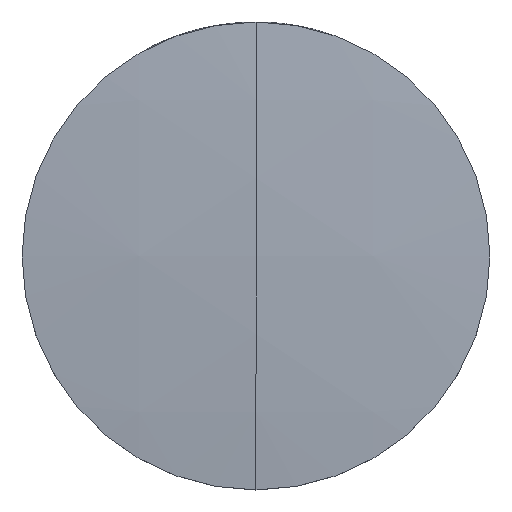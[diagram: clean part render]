
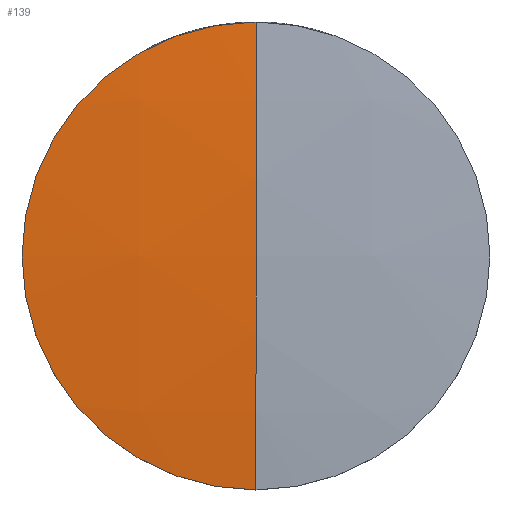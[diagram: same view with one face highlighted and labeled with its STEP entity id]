
A CAD part, top view. The second image highlights one B-rep face of the part: STEP entity #139.
In plain terms, the highlighted spherical face has radius 138 mm.
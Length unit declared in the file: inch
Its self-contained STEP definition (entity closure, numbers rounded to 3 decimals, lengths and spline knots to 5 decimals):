
#35 = EDGE_CURVE ( 'NONE', #431, #798, #2817, .T. ) ;
#70 = ORIENTED_EDGE ( 'NONE', *, *, #1338, .T. ) ;
#73 = DIRECTION ( 'NONE',  ( 1., 0., 0. ) ) ;
#90 = CIRCLE ( 'NONE', #493, 0.5 ) ;
#102 = DIRECTION ( 'NONE',  ( 1., 0., 0. ) ) ;
#139 = ADVANCED_FACE ( 'NONE', ( #1608 ), #1005, .T. ) ;
#288 = DIRECTION ( 'NONE',  ( 1., 0., 0. ) ) ;
#431 = VERTEX_POINT ( 'NONE', #2706 ) ;
#437 = AXIS2_PLACEMENT_3D ( 'NONE', #1642, #1396, #73 ) ;
#493 = AXIS2_PLACEMENT_3D ( 'NONE', #1590, #2248, #288 ) ;
#511 = ORIENTED_EDGE ( 'NONE', *, *, #960, .T. ) ;
#619 = DIRECTION ( 'NONE',  ( 0., -1., 0. ) ) ;
#706 = CARTESIAN_POINT ( 'NONE',  ( 0., 0., 0.05118 ) ) ;
#741 = AXIS2_PLACEMENT_3D ( 'NONE', #1682, #1911, #820 ) ;
#798 = VERTEX_POINT ( 'NONE', #706 ) ;
#820 = DIRECTION ( 'NONE',  ( 0., 1., 0. ) ) ;
#821 = CARTESIAN_POINT ( 'NONE',  ( 0., 0., -5.38189 ) ) ;
#960 = EDGE_CURVE ( 'NONE', #431, #1719, #90, .T. ) ;
#998 = DIRECTION ( 'NONE',  ( 0., 0., -1. ) ) ;
#1005 = SPHERICAL_SURFACE ( 'NONE', #741, 5.43307 ) ;
#1212 = CARTESIAN_POINT ( 'NONE',  ( 0., 0., -5.38189 ) ) ;
#1231 = ORIENTED_EDGE ( 'NONE', *, *, #2407, .T. ) ;
#1312 = VERTEX_POINT ( 'NONE', #1476 ) ;
#1338 = EDGE_CURVE ( 'NONE', #1312, #798, #1788, .T. ) ;
#1396 = DIRECTION ( 'NONE',  ( 0., 0., 1. ) ) ;
#1476 = CARTESIAN_POINT ( 'NONE',  ( 0., -0.5, 0.02812 ) ) ;
#1497 = CARTESIAN_POINT ( 'NONE',  ( -0.5, 0., 0.02812 ) ) ;
#1590 = CARTESIAN_POINT ( 'NONE',  ( 0., 0., 0.02812 ) ) ;
#1608 = FACE_OUTER_BOUND ( 'NONE', #2691, .T. ) ;
#1631 = AXIS2_PLACEMENT_3D ( 'NONE', #821, #2352, #619 ) ;
#1642 = CARTESIAN_POINT ( 'NONE',  ( 0., 0., 0.02812 ) ) ;
#1682 = CARTESIAN_POINT ( 'NONE',  ( 0., 0., -5.38189 ) ) ;
#1719 = VERTEX_POINT ( 'NONE', #1497 ) ;
#1788 = CIRCLE ( 'NONE', #1631, 5.43307 ) ;
#1825 = AXIS2_PLACEMENT_3D ( 'NONE', #1212, #102, #998 ) ;
#1911 = DIRECTION ( 'NONE',  ( -1., 0., 0. ) ) ;
#2248 = DIRECTION ( 'NONE',  ( 0., 0., 1. ) ) ;
#2251 = CIRCLE ( 'NONE', #437, 0.5 ) ;
#2352 = DIRECTION ( 'NONE',  ( -1., 0., 0. ) ) ;
#2407 = EDGE_CURVE ( 'NONE', #1719, #1312, #2251, .T. ) ;
#2473 = ORIENTED_EDGE ( 'NONE', *, *, #35, .F. ) ;
#2691 = EDGE_LOOP ( 'NONE', ( #1231, #70, #2473, #511 ) ) ;
#2706 = CARTESIAN_POINT ( 'NONE',  ( 0., 0.5, 0.02812 ) ) ;
#2817 = CIRCLE ( 'NONE', #1825, 5.43307 ) ;
